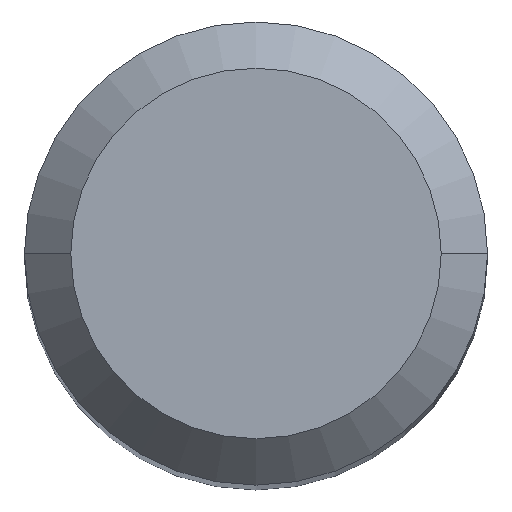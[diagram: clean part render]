
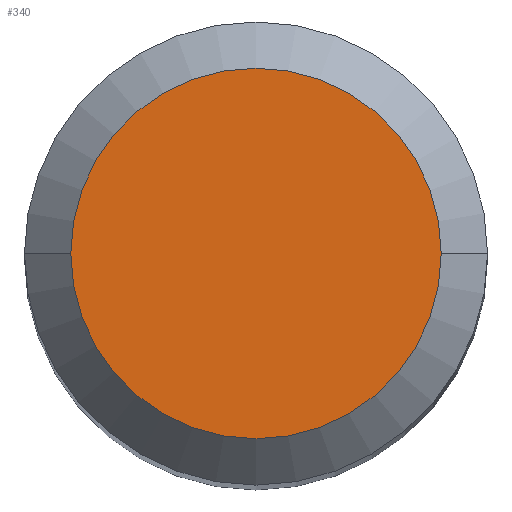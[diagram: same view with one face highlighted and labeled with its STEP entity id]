
A CAD part, top view. The second image highlights one B-rep face of the part: STEP entity #340.
In plain terms, the highlighted planar face has unit normal (0, 0, 1).
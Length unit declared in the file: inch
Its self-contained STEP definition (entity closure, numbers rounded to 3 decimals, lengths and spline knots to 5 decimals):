
#4 = VERTEX_POINT ( 'NONE', #230 ) ;
#40 = CARTESIAN_POINT ( 'NONE',  ( 0., 0., 0. ) ) ;
#71 = EDGE_CURVE ( 'NONE', #4, #78, #218, .T. ) ;
#78 = VERTEX_POINT ( 'NONE', #465 ) ;
#111 = ORIENTED_EDGE ( 'NONE', *, *, #71, .T. ) ;
#137 = FACE_OUTER_BOUND ( 'NONE', #308, .T. ) ;
#166 = DIRECTION ( 'NONE',  ( -1., 0., 0. ) ) ;
#193 = DIRECTION ( 'NONE',  ( 1., 0., 0. ) ) ;
#201 = DIRECTION ( 'NONE',  ( 1., 0., 0. ) ) ;
#208 = PLANE ( 'NONE',  #466 ) ;
#218 = CIRCLE ( 'NONE', #376, 0.09448 ) ;
#223 = DIRECTION ( 'NONE',  ( 0., 0., 1. ) ) ;
#230 = CARTESIAN_POINT ( 'NONE',  ( 0.09448, 0., 0. ) ) ;
#251 = AXIS2_PLACEMENT_3D ( 'NONE', #288, #433, #201 ) ;
#276 = CARTESIAN_POINT ( 'NONE',  ( 0., 0., 0. ) ) ;
#288 = CARTESIAN_POINT ( 'NONE',  ( 0., 0., 0. ) ) ;
#308 = EDGE_LOOP ( 'NONE', ( #419, #111 ) ) ;
#340 = ADVANCED_FACE ( 'NONE', ( #137 ), #208, .F. ) ;
#362 = DIRECTION ( 'NONE',  ( 0., 0., -1. ) ) ;
#376 = AXIS2_PLACEMENT_3D ( 'NONE', #276, #223, #193 ) ;
#403 = CIRCLE ( 'NONE', #251, 0.09448 ) ;
#419 = ORIENTED_EDGE ( 'NONE', *, *, #449, .T. ) ;
#433 = DIRECTION ( 'NONE',  ( 0., 0., 1. ) ) ;
#449 = EDGE_CURVE ( 'NONE', #78, #4, #403, .T. ) ;
#465 = CARTESIAN_POINT ( 'NONE',  ( -0.09448, 0., 0. ) ) ;
#466 = AXIS2_PLACEMENT_3D ( 'NONE', #40, #362, #166 ) ;
